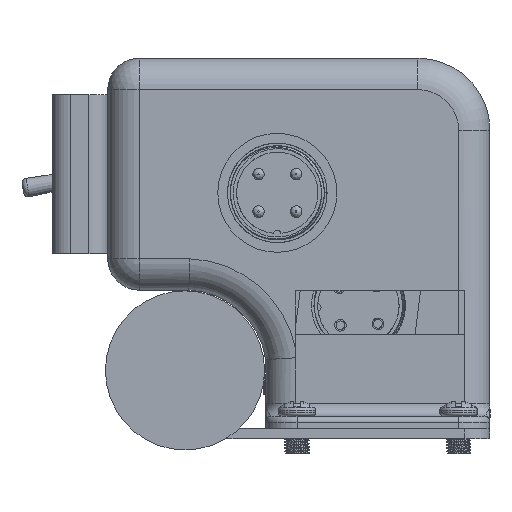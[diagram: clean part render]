
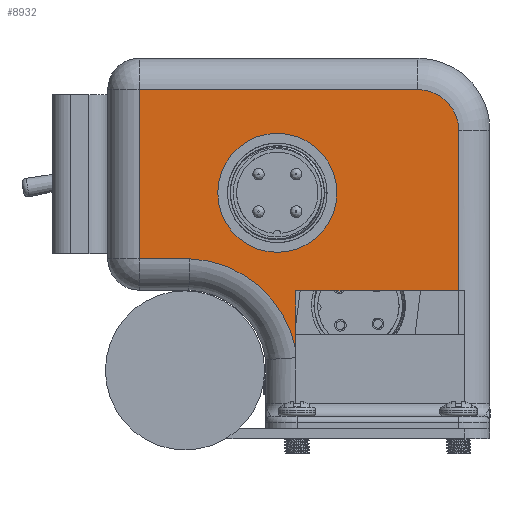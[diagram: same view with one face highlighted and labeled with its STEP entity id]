
A CAD part, front view. The second image highlights one B-rep face of the part: STEP entity #8932.
In plain terms, the highlighted planar face has unit normal (0, -1, 0).
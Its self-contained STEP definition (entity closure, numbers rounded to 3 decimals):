
#751=FACE_BOUND('',#1687,.T.);
#1139=FACE_OUTER_BOUND('',#1686,.T.);
#1686=EDGE_LOOP('',(#7576,#7577,#7578,#7579,#7580,#7581,#7582,#7583));
#1687=EDGE_LOOP('',(#7584));
#2102=CIRCLE('',#9851,8.);
#2110=CIRCLE('',#9861,17.932);
#2111=CIRCLE('',#9862,6.5);
#2718=LINE('',#28641,#3412);
#2719=LINE('',#28645,#3413);
#2720=LINE('',#28647,#3414);
#2721=LINE('',#28649,#3415);
#2722=LINE('',#28653,#3416);
#2723=LINE('',#28654,#3417);
#3412=VECTOR('',#11921,10.);
#3413=VECTOR('',#11924,10.);
#3414=VECTOR('',#11925,10.);
#3415=VECTOR('',#11926,10.);
#3416=VECTOR('',#11929,10.);
#3417=VECTOR('',#11930,10.);
#4217=VERTEX_POINT('',#28602);
#4234=VERTEX_POINT('',#28639);
#4235=VERTEX_POINT('',#28640);
#4236=VERTEX_POINT('',#28642);
#4237=VERTEX_POINT('',#28644);
#4238=VERTEX_POINT('',#28646);
#4239=VERTEX_POINT('',#28648);
#4240=VERTEX_POINT('',#28650);
#4241=VERTEX_POINT('',#28652);
#5355=EDGE_CURVE('',#4217,#4217,#2102,.T.);
#5373=EDGE_CURVE('',#4234,#4235,#2718,.T.);
#5374=EDGE_CURVE('',#4236,#4235,#2110,.T.);
#5375=EDGE_CURVE('',#4236,#4237,#2719,.T.);
#5376=EDGE_CURVE('',#4237,#4238,#2720,.T.);
#5377=EDGE_CURVE('',#4239,#4238,#2721,.T.);
#5378=EDGE_CURVE('',#4240,#4239,#2111,.T.);
#5379=EDGE_CURVE('',#4241,#4240,#2722,.T.);
#5380=EDGE_CURVE('',#4234,#4241,#2723,.T.);
#7576=ORIENTED_EDGE('',*,*,#5373,.T.);
#7577=ORIENTED_EDGE('',*,*,#5374,.F.);
#7578=ORIENTED_EDGE('',*,*,#5375,.T.);
#7579=ORIENTED_EDGE('',*,*,#5376,.T.);
#7580=ORIENTED_EDGE('',*,*,#5377,.F.);
#7581=ORIENTED_EDGE('',*,*,#5378,.F.);
#7582=ORIENTED_EDGE('',*,*,#5379,.F.);
#7583=ORIENTED_EDGE('',*,*,#5380,.F.);
#7584=ORIENTED_EDGE('',*,*,#5355,.T.);
#8507=PLANE('',#9860);
#8932=ADVANCED_FACE('',(#1139,#751),#8507,.T.);
#9851=AXIS2_PLACEMENT_3D('',#28603,#11891,#11892);
#9860=AXIS2_PLACEMENT_3D('',#28638,#11919,#11920);
#9861=AXIS2_PLACEMENT_3D('',#28643,#11922,#11923);
#9862=AXIS2_PLACEMENT_3D('',#28651,#11927,#11928);
#11891=DIRECTION('center_axis',(0.,1.,0.));
#11892=DIRECTION('ref_axis',(1.,0.,0.));
#11919=DIRECTION('center_axis',(0.,-1.,0.));
#11920=DIRECTION('ref_axis',(1.,0.,0.));
#11921=DIRECTION('',(1.,0.,0.));
#11922=DIRECTION('center_axis',(0.,-1.,0.));
#11923=DIRECTION('ref_axis',(0.672,0.,0.741));
#11924=DIRECTION('',(0.,0.,1.));
#11925=DIRECTION('',(1.,0.,0.));
#11926=DIRECTION('',(0.,0.,-1.));
#11927=DIRECTION('center_axis',(0.,1.,0.));
#11928=DIRECTION('ref_axis',(0.707,0.,0.707));
#11929=DIRECTION('',(1.,0.,0.));
#11930=DIRECTION('',(0.,0.,1.));
#28602=CARTESIAN_POINT('',(-51.942,39.31,15.525));
#28603=CARTESIAN_POINT('Origin',(-43.942,39.31,15.525));
#28638=CARTESIAN_POINT('Origin',(-71.,39.31,0.));
#28639=CARTESIAN_POINT('',(-66.,39.31,5.));
#28640=CARTESIAN_POINT('',(-57.954,39.31,5.));
#28641=CARTESIAN_POINT('',(-68.5,39.31,5.));
#28642=CARTESIAN_POINT('',(-41.,39.31,-9.488));
#28643=CARTESIAN_POINT('Origin',(-58.6,39.31,-12.92));
#28644=CARTESIAN_POINT('',(-41.,39.31,-0.113));
#28645=CARTESIAN_POINT('',(-41.,39.31,-9.056));
#28646=CARTESIAN_POINT('',(-15.,39.31,-0.113));
#28647=CARTESIAN_POINT('',(-56.,39.31,-0.113));
#28648=CARTESIAN_POINT('',(-15.,39.31,25.5));
#28649=CARTESIAN_POINT('',(-15.,39.31,0.));
#28650=CARTESIAN_POINT('',(-21.5,39.31,32.));
#28651=CARTESIAN_POINT('Origin',(-21.5,39.31,25.5));
#28652=CARTESIAN_POINT('',(-66.,39.31,32.));
#28653=CARTESIAN_POINT('',(-53.25,39.31,32.));
#28654=CARTESIAN_POINT('',(-66.,39.31,0.));
